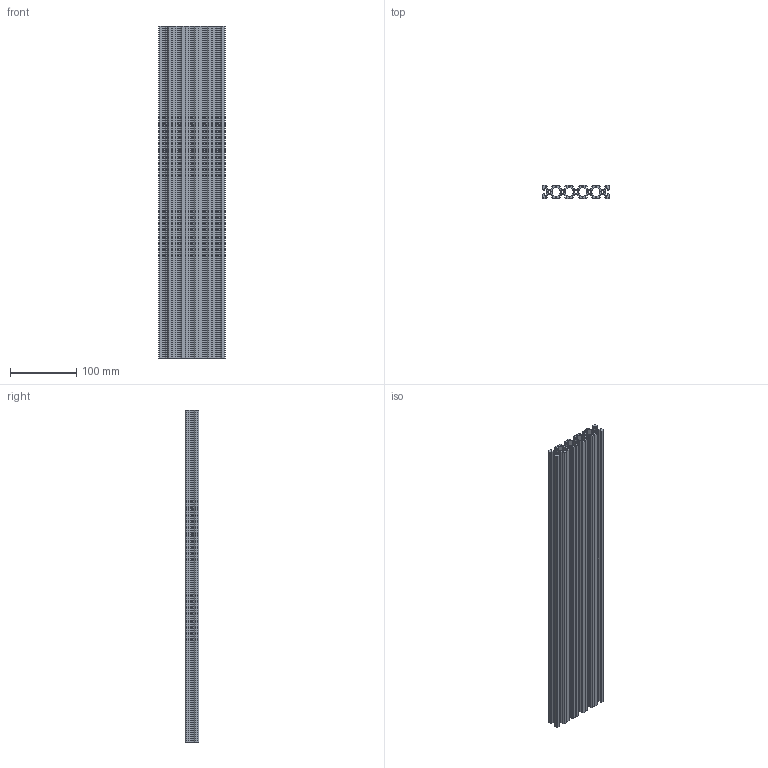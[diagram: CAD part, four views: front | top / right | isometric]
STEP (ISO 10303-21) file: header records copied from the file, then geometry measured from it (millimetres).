
FILE_DESCRIPTION(/* description */ (''),/* implementation_level */ '2;1');
FILE_NAME(/* name */ 'AP20x100x500.stp',/* time_stamp */ '2022-05-19T07:22:20-05:00',/* author */ ('daraw'),/* organization */ (''),/* preprocessor_version */ 'ST-DEVELOPER v18',/* originating_system */ 'Autodesk Inventor 2020',/* authorisation */ '');
FILE_SCHEMA (('AUTOMOTIVE_DESIGN { 1 0 10303 214 3 1 1 }'));
Length unit declared in the file: millimetre
Products named in the file (1): AP20x80x500
Bounding box: 100 x 20 x 500 mm (x, y, z)
Volume: 373959.1 mm3; surface area: 338304.9 mm2
Topology: 1 solids, 1 shells, 419 faces, 1251 edges, 834 vertices
Faces by surface type: plane 218, cylinder 201
Full cylindrical faces by diameter (mm): 5 x5
Entity records: 14264 total; most frequent: CARTESIAN_POINT 2505, ORIENTED_EDGE 2502, DIRECTION 2493, EDGE_CURVE 1251, LINE 849, VECTOR 849, VERTEX_POINT 834, AXIS2_PLACEMENT_3D 822
